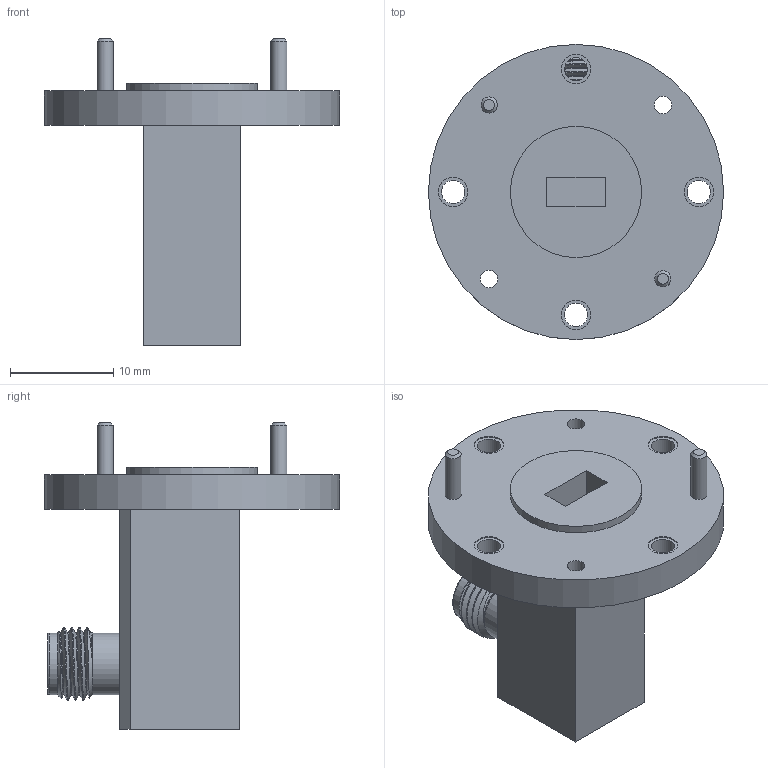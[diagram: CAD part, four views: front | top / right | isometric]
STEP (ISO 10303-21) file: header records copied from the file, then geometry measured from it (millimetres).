
FILE_DESCRIPTION (( 'STEP AP203' ), '1' );
FILE_NAME ('PE-W22CA001_3D.step', '2020-06-11T22:26:43', ( '' ), ( '' ), 'SwSTEP 2.0', 'SolidWorks 2018', '' );
FILE_SCHEMA (( 'CONFIG_CONTROL_DESIGN' ));
Length unit declared in the file: inch
Products named in the file (1): PE-W22CA001_3D
Bounding box: 28.57 x 28.57 x 29.72 mm (x, y, z)
Volume: 4221.7 mm3; surface area: 3306.5 mm2
Topology: 1 solids, 1 shells, 92 faces, 207 edges, 138 vertices
Faces by surface type: plane 49, cylinder 28, cone 11, bspline 3, torus 1
Full cylindrical faces by diameter (mm): 0.533 x1, 0.787 x1, 1.562 x4, 1.702 x2, 2.261 x4, 2.4 x1, 2.845 x8, 4.699 x1, 5.963 x2, 6.979 x1, 12.7 x1, 28.575 x1
Entity records: 3580 total; most frequent: CARTESIAN_POINT 1564, DIRECTION 408, ORIENTED_EDGE 334, AXIS2_PLACEMENT_3D 172, EDGE_CURVE 167, EDGE_LOOP 157, VERTEX_POINT 130, FACE_OUTER_BOUND 120
